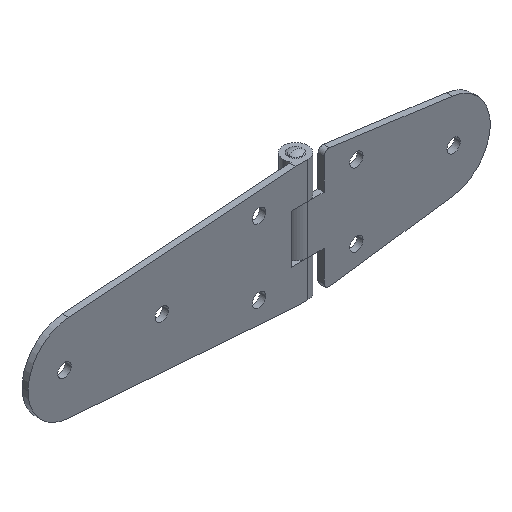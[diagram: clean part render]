
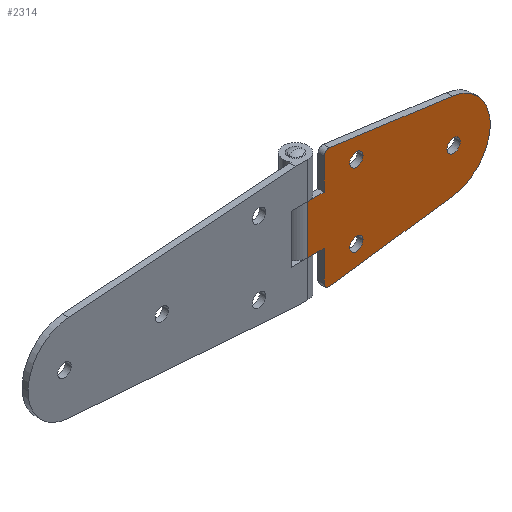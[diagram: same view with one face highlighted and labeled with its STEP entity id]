
A CAD part, isometric view. The second image highlights one B-rep face of the part: STEP entity #2314.
In plain terms, the highlighted planar face has unit normal (0, -1, 0).
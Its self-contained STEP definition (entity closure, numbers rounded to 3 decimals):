
#1 = ORIENTED_EDGE ( 'NONE', *, *, #49, .T. ) ;
#2 = EDGE_CURVE ( 'NONE', #2315, #4, #438, .T. ) ;
#3 = ORIENTED_EDGE ( 'NONE', *, *, #2, .T. ) ;
#4 = VERTEX_POINT ( 'NONE', #434 ) ;
#5 = ORIENTED_EDGE ( 'NONE', *, *, #2316, .T. ) ;
#6 = EDGE_CURVE ( 'NONE', #9, #2320, #433, .T. ) ;
#7 = ORIENTED_EDGE ( 'NONE', *, *, #6, .T. ) ;
#9 = VERTEX_POINT ( 'NONE', #424 ) ;
#10 = ORIENTED_EDGE ( 'NONE', *, *, #11, .T. ) ;
#11 = EDGE_CURVE ( 'NONE', #2323, #9, #423, .T. ) ;
#20 = VERTEX_POINT ( 'NONE', #466 ) ;
#21 = EDGE_CURVE ( 'NONE', #20, #2324, #464, .T. ) ;
#22 = ORIENTED_EDGE ( 'NONE', *, *, #21, .T. ) ;
#23 = ORIENTED_EDGE ( 'NONE', *, *, #24, .T. ) ;
#24 = EDGE_CURVE ( 'NONE', #2335, #20, #465, .T. ) ;
#48 = VERTEX_POINT ( 'NONE', #489 ) ;
#49 = EDGE_CURVE ( 'NONE', #4, #48, #488, .T. ) ;
#63 = VERTEX_POINT ( 'NONE', #526 ) ;
#64 = VERTEX_POINT ( 'NONE', #525 ) ;
#86 = EDGE_CURVE ( 'NONE', #64, #63, #602, .T. ) ;
#420 = DIRECTION ( 'NONE',  ( 0., 0., -1. ) ) ;
#421 = VECTOR ( 'NONE', #420, 1000. ) ;
#422 = CARTESIAN_POINT ( 'NONE',  ( 6.7, -5., 25. ) ) ;
#423 = LINE ( 'NONE', #422, #421 ) ;
#424 = CARTESIAN_POINT ( 'NONE',  ( 6.7, -5., 10. ) ) ;
#430 = DIRECTION ( 'NONE',  ( -1., 0., 0. ) ) ;
#431 = VECTOR ( 'NONE', #430, 1000. ) ;
#432 = CARTESIAN_POINT ( 'NONE',  ( 0., -5., 10. ) ) ;
#433 = LINE ( 'NONE', #432, #431 ) ;
#434 = CARTESIAN_POINT ( 'NONE',  ( 6.7, -5., -10. ) ) ;
#435 = DIRECTION ( 'NONE',  ( 1., 0., 0. ) ) ;
#436 = VECTOR ( 'NONE', #435, 1000. ) ;
#437 = CARTESIAN_POINT ( 'NONE',  ( 0., -5., -10. ) ) ;
#438 = LINE ( 'NONE', #437, #436 ) ;
#457 = DIRECTION ( 'NONE',  ( 0.991, 0., 0.135 ) ) ;
#458 = VECTOR ( 'NONE', #457, 1000. ) ;
#459 = CARTESIAN_POINT ( 'NONE',  ( 6.792, -5., -24.987 ) ) ;
#460 = DIRECTION ( 'NONE',  ( 0., 0., 1. ) ) ;
#461 = DIRECTION ( 'NONE',  ( 0., -1., 0. ) ) ;
#462 = CARTESIAN_POINT ( 'NONE',  ( 57., -5., 0. ) ) ;
#463 = AXIS2_PLACEMENT_3D ( 'NONE', #462, #461, #460 ) ;
#464 = CIRCLE ( 'NONE', #463, 18. ) ;
#465 = LINE ( 'NONE', #459, #458 ) ;
#466 = CARTESIAN_POINT ( 'NONE',  ( 59.424, -5., -17.836 ) ) ;
#485 = DIRECTION ( 'NONE',  ( 0., 0., -1. ) ) ;
#486 = VECTOR ( 'NONE', #485, 1000. ) ;
#487 = CARTESIAN_POINT ( 'NONE',  ( 6.7, -5., 25. ) ) ;
#488 = LINE ( 'NONE', #487, #486 ) ;
#489 = CARTESIAN_POINT ( 'NONE',  ( 6.7, -5., -22.71 ) ) ;
#525 = CARTESIAN_POINT ( 'NONE',  ( 62.75, -5., 0. ) ) ;
#526 = CARTESIAN_POINT ( 'NONE',  ( 57.25, -5., 0. ) ) ;
#548 = VERTEX_POINT ( 'NONE', #1146 ) ;
#588 = VERTEX_POINT ( 'NONE', #1145 ) ;
#597 = DIRECTION ( 'NONE',  ( 0., 0., 1. ) ) ;
#599 = DIRECTION ( 'NONE',  ( 0., 1., 0. ) ) ;
#600 = CARTESIAN_POINT ( 'NONE',  ( 60., -5., 0. ) ) ;
#601 = AXIS2_PLACEMENT_3D ( 'NONE', #600, #599, #597 ) ;
#602 = CIRCLE ( 'NONE', #601, 2.75 ) ;
#869 = EDGE_CURVE ( 'NONE', #588, #548, #1140, .T. ) ;
#1136 = DIRECTION ( 'NONE',  ( 0., 0., 1. ) ) ;
#1137 = DIRECTION ( 'NONE',  ( 0., 1., 0. ) ) ;
#1138 = CARTESIAN_POINT ( 'NONE',  ( 20., -5., -15. ) ) ;
#1139 = AXIS2_PLACEMENT_3D ( 'NONE', #1138, #1137, #1136 ) ;
#1140 = CIRCLE ( 'NONE', #1139, 2.75 ) ;
#1145 = CARTESIAN_POINT ( 'NONE',  ( 22.75, -5., -15. ) ) ;
#1146 = CARTESIAN_POINT ( 'NONE',  ( 17.25, -5., -15. ) ) ;
#1293 = DIRECTION ( 'NONE',  ( 0., 0., 1. ) ) ;
#1294 = DIRECTION ( 'NONE',  ( 0., 1., 0. ) ) ;
#1295 = CARTESIAN_POINT ( 'NONE',  ( 20., -5., 15. ) ) ;
#1296 = AXIS2_PLACEMENT_3D ( 'NONE', #1295, #1294, #1293 ) ;
#1297 = CIRCLE ( 'NONE', #1296, 2.75 ) ;
#1298 = CARTESIAN_POINT ( 'NONE',  ( 22.75, -5., 15. ) ) ;
#1305 = CARTESIAN_POINT ( 'NONE',  ( 17.25, -5., 15. ) ) ;
#1541 = CIRCLE ( 'NONE', #1600, 2. ) ;
#1542 = CARTESIAN_POINT ( 'NONE',  ( 0., -5., 10. ) ) ;
#1548 = DIRECTION ( 'NONE',  ( 0., 0., -1. ) ) ;
#1549 = VECTOR ( 'NONE', #1548, 1000. ) ;
#1550 = CARTESIAN_POINT ( 'NONE',  ( 0., -5., 25. ) ) ;
#1551 = LINE ( 'NONE', #1550, #1549 ) ;
#1552 = CARTESIAN_POINT ( 'NONE',  ( 0., -5., -10. ) ) ;
#1553 = DIRECTION ( 'NONE',  ( 0., 0., 1. ) ) ;
#1554 = DIRECTION ( 'NONE',  ( 0., 1., 0. ) ) ;
#1555 = CARTESIAN_POINT ( 'NONE',  ( 0., -5., 25. ) ) ;
#1556 = AXIS2_PLACEMENT_3D ( 'NONE', #1555, #1554, #1553 ) ;
#1557 = PLANE ( 'NONE',  #1556 ) ;
#1558 = FACE_OUTER_BOUND ( 'NONE', #2327, .T. ) ;
#1559 = FACE_BOUND ( 'NONE', #2332, .T. ) ;
#1560 = FACE_BOUND ( 'NONE', #2299, .T. ) ;
#1561 = FACE_BOUND ( 'NONE', #2312, .T. ) ;
#1562 = DIRECTION ( 'NONE',  ( 0., 0., 1. ) ) ;
#1563 = DIRECTION ( 'NONE',  ( 0., 1., 0. ) ) ;
#1564 = CARTESIAN_POINT ( 'NONE',  ( 20., -5., -15. ) ) ;
#1565 = AXIS2_PLACEMENT_3D ( 'NONE', #1564, #1563, #1562 ) ;
#1566 = CIRCLE ( 'NONE', #1565, 2.75 ) ;
#1574 = DIRECTION ( 'NONE',  ( 0., 0., 1. ) ) ;
#1575 = DIRECTION ( 'NONE',  ( 0., -1., 0. ) ) ;
#1576 = CARTESIAN_POINT ( 'NONE',  ( 8.7, -5., -22.71 ) ) ;
#1577 = AXIS2_PLACEMENT_3D ( 'NONE', #1576, #1575, #1574 ) ;
#1578 = CIRCLE ( 'NONE', #1577, 2. ) ;
#1579 = CARTESIAN_POINT ( 'NONE',  ( 8.969, -5., -24.692 ) ) ;
#1580 = DIRECTION ( 'NONE',  ( 0., 0., 1. ) ) ;
#1581 = DIRECTION ( 'NONE',  ( 0., 1., 0. ) ) ;
#1582 = CARTESIAN_POINT ( 'NONE',  ( 20., -5., 15. ) ) ;
#1583 = AXIS2_PLACEMENT_3D ( 'NONE', #1582, #1581, #1580 ) ;
#1584 = CIRCLE ( 'NONE', #1583, 2.75 ) ;
#1585 = DIRECTION ( 'NONE',  ( 0., 0., 1. ) ) ;
#1586 = DIRECTION ( 'NONE',  ( 0., 1., 0. ) ) ;
#1587 = CARTESIAN_POINT ( 'NONE',  ( 60., -5., 0. ) ) ;
#1588 = AXIS2_PLACEMENT_3D ( 'NONE', #1587, #1586, #1585 ) ;
#1589 = CIRCLE ( 'NONE', #1588, 2.75 ) ;
#1590 = CARTESIAN_POINT ( 'NONE',  ( 8.969, -5., 24.692 ) ) ;
#1591 = DIRECTION ( 'NONE',  ( 0.991, 0., -0.135 ) ) ;
#1592 = VECTOR ( 'NONE', #1591, 1000. ) ;
#1593 = CARTESIAN_POINT ( 'NONE',  ( 0.121, -5., 25.894 ) ) ;
#1594 = LINE ( 'NONE', #1593, #1592 ) ;
#1595 = CARTESIAN_POINT ( 'NONE',  ( 59.424, -5., 17.836 ) ) ;
#1596 = CARTESIAN_POINT ( 'NONE',  ( 6.7, -5., 22.71 ) ) ;
#1597 = DIRECTION ( 'NONE',  ( 0., 0., 1. ) ) ;
#1598 = DIRECTION ( 'NONE',  ( 0., -1., 0. ) ) ;
#1599 = CARTESIAN_POINT ( 'NONE',  ( 8.7, -5., 22.71 ) ) ;
#1600 = AXIS2_PLACEMENT_3D ( 'NONE', #1599, #1598, #1597 ) ;
#2126 = VERTEX_POINT ( 'NONE', #1305 ) ;
#2129 = VERTEX_POINT ( 'NONE', #1298 ) ;
#2131 = EDGE_CURVE ( 'NONE', #2129, #2126, #1297, .T. ) ;
#2299 = EDGE_LOOP ( 'NONE', ( #2306, #2334 ) ) ;
#2306 = ORIENTED_EDGE ( 'NONE', *, *, #2333, .T. ) ;
#2309 = ORIENTED_EDGE ( 'NONE', *, *, #869, .T. ) ;
#2310 = EDGE_CURVE ( 'NONE', #548, #588, #1566, .T. ) ;
#2311 = ORIENTED_EDGE ( 'NONE', *, *, #2310, .T. ) ;
#2312 = EDGE_LOOP ( 'NONE', ( #2311, #2309 ) ) ;
#2314 = ADVANCED_FACE ( 'NONE', ( #1561, #1560, #1559, #1558 ), #1557, .F. ) ;
#2315 = VERTEX_POINT ( 'NONE', #1552 ) ;
#2316 = EDGE_CURVE ( 'NONE', #2320, #2315, #1551, .T. ) ;
#2320 = VERTEX_POINT ( 'NONE', #1542 ) ;
#2321 = EDGE_CURVE ( 'NONE', #2328, #2323, #1541, .T. ) ;
#2322 = ORIENTED_EDGE ( 'NONE', *, *, #2321, .T. ) ;
#2323 = VERTEX_POINT ( 'NONE', #1596 ) ;
#2324 = VERTEX_POINT ( 'NONE', #1595 ) ;
#2325 = EDGE_CURVE ( 'NONE', #2328, #2324, #1594, .T. ) ;
#2326 = ORIENTED_EDGE ( 'NONE', *, *, #2325, .F. ) ;
#2327 = EDGE_LOOP ( 'NONE', ( #2326, #2322, #10, #7, #5, #3, #1, #2338, #23, #22 ) ) ;
#2328 = VERTEX_POINT ( 'NONE', #1590 ) ;
#2329 = ORIENTED_EDGE ( 'NONE', *, *, #86, .T. ) ;
#2330 = ORIENTED_EDGE ( 'NONE', *, *, #2331, .T. ) ;
#2331 = EDGE_CURVE ( 'NONE', #63, #64, #1589, .T. ) ;
#2332 = EDGE_LOOP ( 'NONE', ( #2330, #2329 ) ) ;
#2333 = EDGE_CURVE ( 'NONE', #2126, #2129, #1584, .T. ) ;
#2334 = ORIENTED_EDGE ( 'NONE', *, *, #2131, .T. ) ;
#2335 = VERTEX_POINT ( 'NONE', #1579 ) ;
#2336 = EDGE_CURVE ( 'NONE', #48, #2335, #1578, .T. ) ;
#2338 = ORIENTED_EDGE ( 'NONE', *, *, #2336, .T. ) ;
